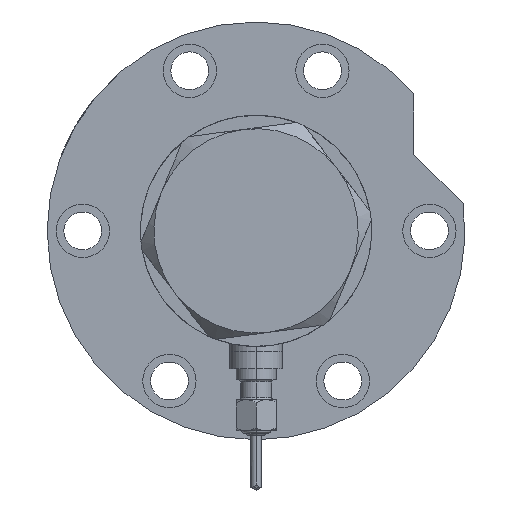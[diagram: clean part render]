
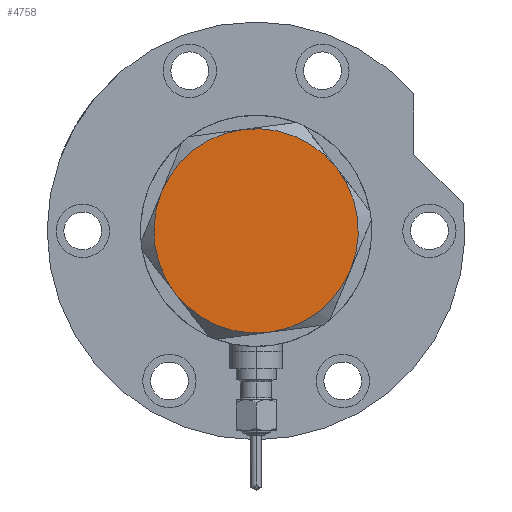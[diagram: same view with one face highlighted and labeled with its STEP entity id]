
A CAD part, left-side view. The second image highlights one B-rep face of the part: STEP entity #4758.
In plain terms, the highlighted face is planar.
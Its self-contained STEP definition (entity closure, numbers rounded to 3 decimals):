
#57 = CARTESIAN_POINT ( 'NONE',  ( 0., 0., 9. ) ) ;
#121 = ORIENTED_EDGE ( 'NONE', *, *, #5013, .T. ) ;
#149 = CARTESIAN_POINT ( 'NONE',  ( 11.5, -19.919, 9. ) ) ;
#160 = EDGE_CURVE ( 'NONE', #6549, #1111, #6356, .T. ) ;
#434 = ORIENTED_EDGE ( 'NONE', *, *, #8040, .T. ) ;
#759 = DIRECTION ( 'NONE',  ( 1., 0., 0. ) ) ;
#982 = VERTEX_POINT ( 'NONE', #149 ) ;
#1054 = CIRCLE ( 'NONE', #4221, 23. ) ;
#1063 = VERTEX_POINT ( 'NONE', #7210 ) ;
#1111 = VERTEX_POINT ( 'NONE', #7050 ) ;
#1159 = FACE_OUTER_BOUND ( 'NONE', #2706, .T. ) ;
#1280 = DIRECTION ( 'NONE',  ( 1., 0., 0. ) ) ;
#1461 = AXIS2_PLACEMENT_3D ( 'NONE', #3173, #7485, #5793 ) ;
#1632 = ORIENTED_EDGE ( 'NONE', *, *, #6176, .T. ) ;
#2312 = DIRECTION ( 'NONE',  ( 1., 0., 0. ) ) ;
#2379 = DIRECTION ( 'NONE',  ( 1., 0., 0. ) ) ;
#2426 = DIRECTION ( 'NONE',  ( 0., 0., 1. ) ) ;
#2472 = CARTESIAN_POINT ( 'NONE',  ( 11.5, 19.919, 9. ) ) ;
#2706 = EDGE_LOOP ( 'NONE', ( #3316, #8143, #1632, #121, #7797, #434 ) ) ;
#2853 = CIRCLE ( 'NONE', #8356, 23. ) ;
#2967 = AXIS2_PLACEMENT_3D ( 'NONE', #3788, #4781, #8000 ) ;
#3173 = CARTESIAN_POINT ( 'NONE',  ( 0., 0., 9. ) ) ;
#3184 = DIRECTION ( 'NONE',  ( 0., 0., 1. ) ) ;
#3316 = ORIENTED_EDGE ( 'NONE', *, *, #4293, .T. ) ;
#3514 = CIRCLE ( 'NONE', #1461, 23. ) ;
#3788 = CARTESIAN_POINT ( 'NONE',  ( 0., 0., 9. ) ) ;
#4208 = CARTESIAN_POINT ( 'NONE',  ( -23., 0., 9. ) ) ;
#4221 = AXIS2_PLACEMENT_3D ( 'NONE', #57, #7173, #759 ) ;
#4287 = VERTEX_POINT ( 'NONE', #2472 ) ;
#4293 = EDGE_CURVE ( 'NONE', #982, #1063, #6250, .T. ) ;
#4595 = CARTESIAN_POINT ( 'NONE',  ( 0., 0., 9. ) ) ;
#4604 = AXIS2_PLACEMENT_3D ( 'NONE', #6893, #2426, #2379 ) ;
#4758 = ADVANCED_FACE ( 'NONE', ( #1159 ), #8362, .T. ) ;
#4781 = DIRECTION ( 'NONE',  ( 0., 0., 1. ) ) ;
#4806 = CARTESIAN_POINT ( 'NONE',  ( -11.5, 19.919, 9. ) ) ;
#4811 = CARTESIAN_POINT ( 'NONE',  ( 0., 0., 9. ) ) ;
#5013 = EDGE_CURVE ( 'NONE', #5236, #6549, #3514, .T. ) ;
#5025 = EDGE_CURVE ( 'NONE', #1063, #4287, #5585, .T. ) ;
#5236 = VERTEX_POINT ( 'NONE', #4806 ) ;
#5503 = DIRECTION ( 'NONE',  ( 0., 0., 1. ) ) ;
#5577 = DIRECTION ( 'NONE',  ( 0., 0., 1. ) ) ;
#5585 = CIRCLE ( 'NONE', #6126, 23. ) ;
#5793 = DIRECTION ( 'NONE',  ( 1., 0., 0. ) ) ;
#6126 = AXIS2_PLACEMENT_3D ( 'NONE', #6392, #5503, #6783 ) ;
#6176 = EDGE_CURVE ( 'NONE', #4287, #5236, #2853, .T. ) ;
#6250 = CIRCLE ( 'NONE', #4604, 23. ) ;
#6356 = CIRCLE ( 'NONE', #7749, 23. ) ;
#6392 = CARTESIAN_POINT ( 'NONE',  ( 0., 0., 9. ) ) ;
#6549 = VERTEX_POINT ( 'NONE', #4208 ) ;
#6783 = DIRECTION ( 'NONE',  ( 1., 0., 0. ) ) ;
#6893 = CARTESIAN_POINT ( 'NONE',  ( 0., 0., 9. ) ) ;
#7050 = CARTESIAN_POINT ( 'NONE',  ( -11.5, -19.919, 9. ) ) ;
#7173 = DIRECTION ( 'NONE',  ( 0., 0., 1. ) ) ;
#7210 = CARTESIAN_POINT ( 'NONE',  ( 23., 0., 9. ) ) ;
#7485 = DIRECTION ( 'NONE',  ( 0., 0., 1. ) ) ;
#7749 = AXIS2_PLACEMENT_3D ( 'NONE', #4811, #5577, #2312 ) ;
#7797 = ORIENTED_EDGE ( 'NONE', *, *, #160, .T. ) ;
#8000 = DIRECTION ( 'NONE',  ( 1., 0., 0. ) ) ;
#8040 = EDGE_CURVE ( 'NONE', #1111, #982, #1054, .T. ) ;
#8143 = ORIENTED_EDGE ( 'NONE', *, *, #5025, .T. ) ;
#8356 = AXIS2_PLACEMENT_3D ( 'NONE', #4595, #3184, #1280 ) ;
#8362 = PLANE ( 'NONE',  #2967 ) ;
